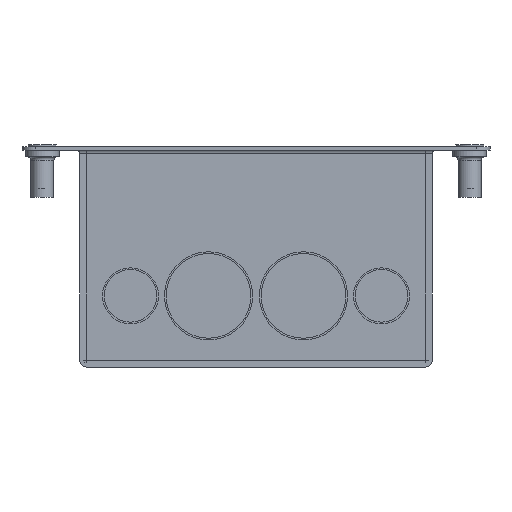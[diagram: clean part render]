
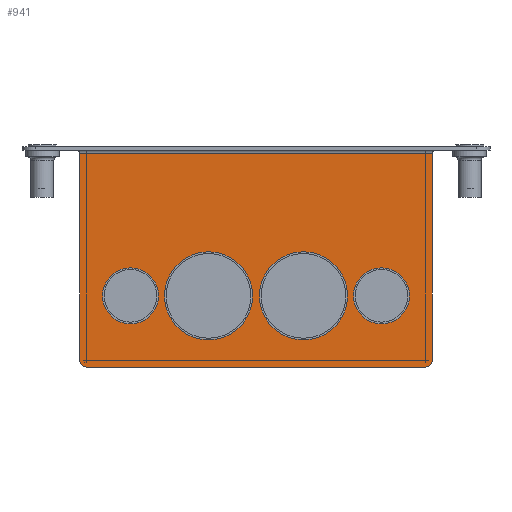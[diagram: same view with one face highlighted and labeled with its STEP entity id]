
A CAD part, front view. The second image highlights one B-rep face of the part: STEP entity #941.
In plain terms, the highlighted planar face has unit normal (0, -1, 0).
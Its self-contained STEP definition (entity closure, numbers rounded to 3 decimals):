
#813=CARTESIAN_POINT('',(-50.,-170.5,-64.0));
#814=VERTEX_POINT('',#813);
#815=CARTESIAN_POINT('',(-52.,-170.5,-62.0));
#816=VERTEX_POINT('',#815);
#817=CARTESIAN_POINT('',(-50.,-170.5,-62.0));
#818=DIRECTION('',(0.0,1.0,0.0));
#819=DIRECTION('',(-0.707,0.0,-0.707));
#820=AXIS2_PLACEMENT_3D('',#817,#818,#819);
#821=CIRCLE('',#820,2.0);
#822=EDGE_CURVE('',#814,#816,#821,.T.);
#850=CARTESIAN_POINT('',(-52.,-170.5,0.0));
#851=DIRECTION('',(0.0,-1.0,0.0));
#852=DIRECTION('',(0.0,0.0,-1.0));
#853=AXIS2_PLACEMENT_3D('',#850,#851,#852);
#854=PLANE('',#853);
#855=ORIENTED_EDGE('',*,*,#822,.F.);
#856=CARTESIAN_POINT('',(50.,-170.5,-64.0));
#857=VERTEX_POINT('',#856);
#858=CARTESIAN_POINT('',(-50.,-170.5,-64.0));
#859=DIRECTION('',(1.0,0.0,0.0));
#860=VECTOR('',#859,100.);
#861=LINE('',#858,#860);
#862=EDGE_CURVE('',#814,#857,#861,.T.);
#863=ORIENTED_EDGE('',*,*,#862,.T.);
#864=CARTESIAN_POINT('',(52.,-170.5,-62.0));
#865=VERTEX_POINT('',#864);
#866=CARTESIAN_POINT('',(50.,-170.5,-62.0));
#867=DIRECTION('',(0.0,1.0,0.0));
#868=DIRECTION('',(0.707,0.0,-0.707));
#869=AXIS2_PLACEMENT_3D('',#866,#867,#868);
#870=CIRCLE('',#869,2.0);
#871=EDGE_CURVE('',#865,#857,#870,.T.);
#872=ORIENTED_EDGE('',*,*,#871,.F.);
#873=CARTESIAN_POINT('',(52.,-170.5,-1.0));
#874=VERTEX_POINT('',#873);
#875=CARTESIAN_POINT('',(52.,-170.5,-1.0));
#876=DIRECTION('',(0.0,0.0,-1.0));
#877=VECTOR('',#876,61.0);
#878=LINE('',#875,#877);
#879=EDGE_CURVE('',#874,#865,#878,.T.);
#880=ORIENTED_EDGE('',*,*,#879,.F.);
#881=CARTESIAN_POINT('',(-52.,-170.5,-1.0));
#882=VERTEX_POINT('',#881);
#883=CARTESIAN_POINT('',(-52.,-170.5,-1.0));
#884=DIRECTION('',(1.0,0.0,0.0));
#885=VECTOR('',#884,104.);
#886=LINE('',#883,#885);
#887=EDGE_CURVE('',#882,#874,#886,.T.);
#888=ORIENTED_EDGE('',*,*,#887,.F.);
#889=CARTESIAN_POINT('',(-52.,-170.5,-1.0));
#890=DIRECTION('',(0.0,0.0,-1.0));
#891=VECTOR('',#890,61.0);
#892=LINE('',#889,#891);
#893=EDGE_CURVE('',#882,#816,#892,.T.);
#894=ORIENTED_EDGE('',*,*,#893,.T.);
#895=EDGE_LOOP('',(#855,#863,#872,#880,#888,#894));
#896=FACE_OUTER_BOUND('',#895,.T.);
#897=CARTESIAN_POINT('',(27.0,-170.5,-43.));
#898=VERTEX_POINT('',#897);
#899=CARTESIAN_POINT('',(14.,-170.5,-43.));
#900=DIRECTION('',(0.0,1.0,0.0));
#901=DIRECTION('',(-1.0,0.0,0.0));
#902=AXIS2_PLACEMENT_3D('',#899,#900,#901);
#903=CIRCLE('',#902,13.0);
#904=EDGE_CURVE('',#898,#898,#903,.T.);
#905=ORIENTED_EDGE('',*,*,#904,.T.);
#906=EDGE_LOOP('',(#905));
#907=FACE_BOUND('',#906,.T.);
#908=CARTESIAN_POINT('',(-28.75,-170.5,-43.));
#909=VERTEX_POINT('',#908);
#910=CARTESIAN_POINT('',(-37.,-170.5,-43.));
#911=DIRECTION('',(0.0,1.0,0.0));
#912=DIRECTION('',(-1.0,0.0,0.0));
#913=AXIS2_PLACEMENT_3D('',#910,#911,#912);
#914=CIRCLE('',#913,8.25);
#915=EDGE_CURVE('',#909,#909,#914,.T.);
#916=ORIENTED_EDGE('',*,*,#915,.T.);
#917=EDGE_LOOP('',(#916));
#918=FACE_BOUND('',#917,.T.);
#919=CARTESIAN_POINT('',(45.25,-170.5,-43.));
#920=VERTEX_POINT('',#919);
#921=CARTESIAN_POINT('',(37.,-170.5,-43.));
#922=DIRECTION('',(0.0,1.0,0.0));
#923=DIRECTION('',(-1.0,0.0,0.0));
#924=AXIS2_PLACEMENT_3D('',#921,#922,#923);
#925=CIRCLE('',#924,8.25);
#926=EDGE_CURVE('',#920,#920,#925,.T.);
#927=ORIENTED_EDGE('',*,*,#926,.T.);
#928=EDGE_LOOP('',(#927));
#929=FACE_BOUND('',#928,.T.);
#930=CARTESIAN_POINT('',(-1.,-170.5,-43.));
#931=VERTEX_POINT('',#930);
#932=CARTESIAN_POINT('',(-14.,-170.5,-43.));
#933=DIRECTION('',(0.0,1.0,0.0));
#934=DIRECTION('',(-1.0,0.0,0.0));
#935=AXIS2_PLACEMENT_3D('',#932,#933,#934);
#936=CIRCLE('',#935,13.0);
#937=EDGE_CURVE('',#931,#931,#936,.T.);
#938=ORIENTED_EDGE('',*,*,#937,.T.);
#939=EDGE_LOOP('',(#938));
#940=FACE_BOUND('',#939,.T.);
#941=ADVANCED_FACE('',(#896,#907,#918,#929,#940),#854,.T.);
